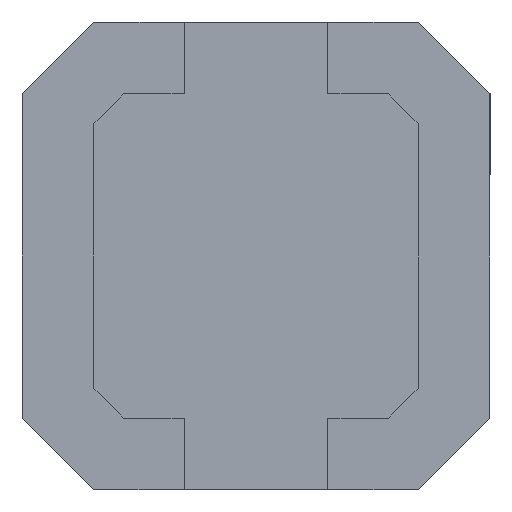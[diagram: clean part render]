
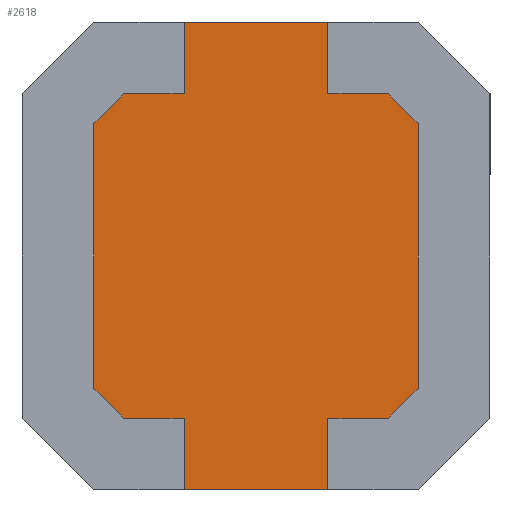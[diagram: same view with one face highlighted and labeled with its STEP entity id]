
A CAD part, front view. The second image highlights one B-rep face of the part: STEP entity #2618.
In plain terms, the highlighted planar face has unit normal (0, -1, 0).
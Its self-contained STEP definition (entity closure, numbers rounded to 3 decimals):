
#124 = CARTESIAN_POINT ( 'NONE',  ( 0.75, 0.15, 2.44 ) ) ;
#141 = VERTEX_POINT ( 'NONE', #1848 ) ;
#191 = EDGE_CURVE ( 'NONE', #1265, #2525, #886, .T. ) ;
#195 = VECTOR ( 'NONE', #2624, 1000. ) ;
#258 = LINE ( 'NONE', #3298, #2538 ) ;
#322 = LINE ( 'NONE', #2895, #1177 ) ;
#365 = CARTESIAN_POINT ( 'NONE',  ( 0.75, 0.15, 2.44 ) ) ;
#367 = CARTESIAN_POINT ( 'NONE',  ( 0.75, 0.15, 2.44 ) ) ;
#449 = CARTESIAN_POINT ( 'NONE',  ( 0.75, 0.15, -2.44 ) ) ;
#478 = VECTOR ( 'NONE', #1140, 1000. ) ;
#547 = CARTESIAN_POINT ( 'NONE',  ( 1.69, 0.15, -1.379 ) ) ;
#557 = VECTOR ( 'NONE', #1781, 1000. ) ;
#637 = VECTOR ( 'NONE', #1487, 1000. ) ;
#654 = VECTOR ( 'NONE', #1851, 1000. ) ;
#669 = EDGE_CURVE ( 'NONE', #2803, #2340, #258, .T. ) ;
#683 = DIRECTION ( 'NONE',  ( -1., 0., 0. ) ) ;
#758 = ORIENTED_EDGE ( 'NONE', *, *, #2826, .T. ) ;
#785 = LINE ( 'NONE', #2809, #2944 ) ;
#801 = CARTESIAN_POINT ( 'NONE',  ( 0.75, 0.15, 2.44 ) ) ;
#802 = DIRECTION ( 'NONE',  ( 0.707, 0., -0.707 ) ) ;
#819 = CARTESIAN_POINT ( 'NONE',  ( -1.69, 0.15, 1.379 ) ) ;
#823 = EDGE_CURVE ( 'NONE', #1916, #3288, #322, .T. ) ;
#826 = DIRECTION ( 'NONE',  ( 1., 0., 0. ) ) ;
#848 = LINE ( 'NONE', #2332, #195 ) ;
#880 = EDGE_CURVE ( 'NONE', #1169, #1265, #2165, .T. ) ;
#886 = LINE ( 'NONE', #367, #2154 ) ;
#926 = EDGE_CURVE ( 'NONE', #1916, #2027, #1667, .T. ) ;
#935 = VECTOR ( 'NONE', #1535, 1000. ) ;
#952 = LINE ( 'NONE', #2269, #935 ) ;
#967 = CARTESIAN_POINT ( 'NONE',  ( -1.379, 0.15, 1.69 ) ) ;
#974 = CARTESIAN_POINT ( 'NONE',  ( -0.75, 0.15, -1.69 ) ) ;
#1006 = EDGE_CURVE ( 'NONE', #2788, #1270, #1951, .T. ) ;
#1060 = CARTESIAN_POINT ( 'NONE',  ( 1.379, 0.15, 1.69 ) ) ;
#1123 = VERTEX_POINT ( 'NONE', #1662 ) ;
#1140 = DIRECTION ( 'NONE',  ( 0., 0., -1. ) ) ;
#1159 = LINE ( 'NONE', #1417, #2772 ) ;
#1169 = VERTEX_POINT ( 'NONE', #2952 ) ;
#1177 = VECTOR ( 'NONE', #826, 1000. ) ;
#1239 = VECTOR ( 'NONE', #1869, 1000. ) ;
#1248 = VERTEX_POINT ( 'NONE', #2962 ) ;
#1265 = VERTEX_POINT ( 'NONE', #3212 ) ;
#1270 = VERTEX_POINT ( 'NONE', #3033 ) ;
#1311 = AXIS2_PLACEMENT_3D ( 'NONE', #365, #3208, #2469 ) ;
#1334 = ORIENTED_EDGE ( 'NONE', *, *, #191, .F. ) ;
#1373 = VERTEX_POINT ( 'NONE', #967 ) ;
#1400 = CARTESIAN_POINT ( 'NONE',  ( 0.75, 0.15, -2.44 ) ) ;
#1414 = ORIENTED_EDGE ( 'NONE', *, *, #823, .T. ) ;
#1417 = CARTESIAN_POINT ( 'NONE',  ( -1.379, 0.15, -1.69 ) ) ;
#1462 = VERTEX_POINT ( 'NONE', #2119 ) ;
#1487 = DIRECTION ( 'NONE',  ( 0.707, 0., -0.707 ) ) ;
#1510 = ORIENTED_EDGE ( 'NONE', *, *, #2379, .F. ) ;
#1514 = ORIENTED_EDGE ( 'NONE', *, *, #3095, .T. ) ;
#1524 = DIRECTION ( 'NONE',  ( 1., 0., 0. ) ) ;
#1531 = EDGE_CURVE ( 'NONE', #1169, #1373, #1994, .T. ) ;
#1535 = DIRECTION ( 'NONE',  ( -0.707, 0., -0.707 ) ) ;
#1540 = DIRECTION ( 'NONE',  ( 0., 0., 1. ) ) ;
#1637 = ORIENTED_EDGE ( 'NONE', *, *, #2562, .T. ) ;
#1662 = CARTESIAN_POINT ( 'NONE',  ( -1.69, 0.15, 1.379 ) ) ;
#1667 = LINE ( 'NONE', #124, #478 ) ;
#1687 = PLANE ( 'NONE',  #1311 ) ;
#1781 = DIRECTION ( 'NONE',  ( -1., 0., 0. ) ) ;
#1783 = EDGE_CURVE ( 'NONE', #1123, #2788, #2829, .T. ) ;
#1794 = ORIENTED_EDGE ( 'NONE', *, *, #2896, .F. ) ;
#1800 = ORIENTED_EDGE ( 'NONE', *, *, #1531, .T. ) ;
#1848 = CARTESIAN_POINT ( 'NONE',  ( 1.69, 0.15, -1.379 ) ) ;
#1851 = DIRECTION ( 'NONE',  ( 0., 0., -1. ) ) ;
#1869 = DIRECTION ( 'NONE',  ( 0., 0., -1. ) ) ;
#1890 = LINE ( 'NONE', #1060, #3133 ) ;
#1905 = LINE ( 'NONE', #801, #654 ) ;
#1916 = VERTEX_POINT ( 'NONE', #2875 ) ;
#1951 = LINE ( 'NONE', #2259, #637 ) ;
#1994 = LINE ( 'NONE', #2995, #2926 ) ;
#2027 = VERTEX_POINT ( 'NONE', #1400 ) ;
#2119 = CARTESIAN_POINT ( 'NONE',  ( -0.75, 0.15, -2.44 ) ) ;
#2154 = VECTOR ( 'NONE', #2236, 1000. ) ;
#2165 = LINE ( 'NONE', #2433, #3023 ) ;
#2187 = EDGE_LOOP ( 'NONE', ( #2267, #1800, #2241, #3261, #3141, #758, #3086, #1794, #2515, #1414, #1637, #1514, #2595, #2576, #1510, #1334 ) ) ;
#2236 = DIRECTION ( 'NONE',  ( 1., 0., 0. ) ) ;
#2241 = ORIENTED_EDGE ( 'NONE', *, *, #2458, .T. ) ;
#2259 = CARTESIAN_POINT ( 'NONE',  ( -1.69, 0.15, -1.379 ) ) ;
#2267 = ORIENTED_EDGE ( 'NONE', *, *, #880, .F. ) ;
#2269 = CARTESIAN_POINT ( 'NONE',  ( -1.379, 0.15, 1.69 ) ) ;
#2332 = CARTESIAN_POINT ( 'NONE',  ( 1.379, 0.15, -1.69 ) ) ;
#2340 = VERTEX_POINT ( 'NONE', #2355 ) ;
#2355 = CARTESIAN_POINT ( 'NONE',  ( 1.379, 0.15, 1.69 ) ) ;
#2379 = EDGE_CURVE ( 'NONE', #2525, #2803, #1905, .T. ) ;
#2387 = DIRECTION ( 'NONE',  ( 0., 0., 1. ) ) ;
#2433 = CARTESIAN_POINT ( 'NONE',  ( -0.75, 0.15, 2.44 ) ) ;
#2458 = EDGE_CURVE ( 'NONE', #1373, #1123, #952, .T. ) ;
#2469 = DIRECTION ( 'NONE',  ( 0., 0., 1. ) ) ;
#2476 = VECTOR ( 'NONE', #2387, 1000. ) ;
#2515 = ORIENTED_EDGE ( 'NONE', *, *, #926, .F. ) ;
#2525 = VERTEX_POINT ( 'NONE', #2824 ) ;
#2538 = VECTOR ( 'NONE', #1524, 1000. ) ;
#2562 = EDGE_CURVE ( 'NONE', #3288, #141, #848, .T. ) ;
#2576 = ORIENTED_EDGE ( 'NONE', *, *, #669, .F. ) ;
#2595 = ORIENTED_EDGE ( 'NONE', *, *, #3142, .F. ) ;
#2618 = ADVANCED_FACE ( 'NONE', ( #2687 ), #1687, .F. ) ;
#2624 = DIRECTION ( 'NONE',  ( 0.707, 0., 0.707 ) ) ;
#2687 = FACE_OUTER_BOUND ( 'NONE', #2187, .T. ) ;
#2696 = DIRECTION ( 'NONE',  ( 1., 0., 0. ) ) ;
#2736 = CARTESIAN_POINT ( 'NONE',  ( -1.69, 0.15, -1.379 ) ) ;
#2766 = LINE ( 'NONE', #449, #557 ) ;
#2772 = VECTOR ( 'NONE', #2696, 1000. ) ;
#2788 = VERTEX_POINT ( 'NONE', #2736 ) ;
#2803 = VERTEX_POINT ( 'NONE', #3246 ) ;
#2809 = CARTESIAN_POINT ( 'NONE',  ( -0.75, 0.15, 2.44 ) ) ;
#2824 = CARTESIAN_POINT ( 'NONE',  ( 0.75, 0.15, 2.44 ) ) ;
#2826 = EDGE_CURVE ( 'NONE', #1270, #3031, #1159, .T. ) ;
#2829 = LINE ( 'NONE', #819, #1239 ) ;
#2875 = CARTESIAN_POINT ( 'NONE',  ( 0.75, 0.15, -1.69 ) ) ;
#2895 = CARTESIAN_POINT ( 'NONE',  ( 0.75, 0.15, -1.69 ) ) ;
#2896 = EDGE_CURVE ( 'NONE', #2027, #1462, #2766, .T. ) ;
#2905 = LINE ( 'NONE', #547, #2476 ) ;
#2926 = VECTOR ( 'NONE', #683, 1000. ) ;
#2928 = EDGE_CURVE ( 'NONE', #1462, #3031, #785, .T. ) ;
#2944 = VECTOR ( 'NONE', #1540, 1000. ) ;
#2952 = CARTESIAN_POINT ( 'NONE',  ( -0.75, 0.15, 1.69 ) ) ;
#2962 = CARTESIAN_POINT ( 'NONE',  ( 1.69, 0.15, 1.379 ) ) ;
#2995 = CARTESIAN_POINT ( 'NONE',  ( -0.75, 0.15, 1.69 ) ) ;
#3016 = CARTESIAN_POINT ( 'NONE',  ( 1.379, 0.15, -1.69 ) ) ;
#3023 = VECTOR ( 'NONE', #3174, 1000. ) ;
#3031 = VERTEX_POINT ( 'NONE', #974 ) ;
#3033 = CARTESIAN_POINT ( 'NONE',  ( -1.379, 0.15, -1.69 ) ) ;
#3086 = ORIENTED_EDGE ( 'NONE', *, *, #2928, .F. ) ;
#3095 = EDGE_CURVE ( 'NONE', #141, #1248, #2905, .T. ) ;
#3133 = VECTOR ( 'NONE', #802, 1000. ) ;
#3141 = ORIENTED_EDGE ( 'NONE', *, *, #1006, .T. ) ;
#3142 = EDGE_CURVE ( 'NONE', #2340, #1248, #1890, .T. ) ;
#3174 = DIRECTION ( 'NONE',  ( 0., 0., 1. ) ) ;
#3208 = DIRECTION ( 'NONE',  ( 0., 1., 0. ) ) ;
#3212 = CARTESIAN_POINT ( 'NONE',  ( -0.75, 0.15, 2.44 ) ) ;
#3246 = CARTESIAN_POINT ( 'NONE',  ( 0.75, 0.15, 1.69 ) ) ;
#3261 = ORIENTED_EDGE ( 'NONE', *, *, #1783, .T. ) ;
#3288 = VERTEX_POINT ( 'NONE', #3016 ) ;
#3298 = CARTESIAN_POINT ( 'NONE',  ( 0.75, 0.15, 1.69 ) ) ;
